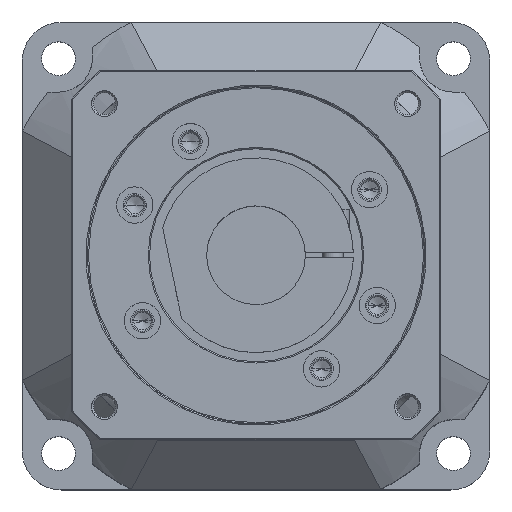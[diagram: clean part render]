
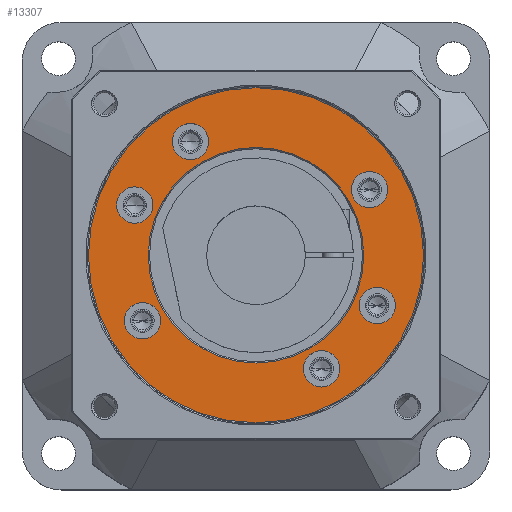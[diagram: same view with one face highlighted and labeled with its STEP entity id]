
A CAD part, top view. The second image highlights one B-rep face of the part: STEP entity #13307.
In plain terms, the highlighted planar face has unit normal (0, 0, 1).
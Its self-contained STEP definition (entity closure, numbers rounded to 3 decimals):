
#11595=CARTESIAN_POINT('',(0.,0.,18.5));
#11596=DIRECTION('',(0.,0.,1.));
#11597=DIRECTION('',(0.,-1.,0.));
#11598=AXIS2_PLACEMENT_3D('',#11595,#11596,#11597);
#11600=CARTESIAN_POINT('',(0.,0.,18.5));
#11601=DIRECTION('',(0.,0.,-1.));
#11602=DIRECTION('',(0.,-1.,0.));
#11603=AXIS2_PLACEMENT_3D('',#11600,#11601,#11602);
#11605=CARTESIAN_POINT('',(43.734,25.25,18.5));
#11606=DIRECTION('',(0.,0.,1.));
#11607=DIRECTION('',(-1.,0.,0.));
#11608=AXIS2_PLACEMENT_3D('',#11605,#11606,#11607);
#11610=CARTESIAN_POINT('',(43.734,25.25,18.5));
#11611=DIRECTION('',(0.,0.,1.));
#11612=DIRECTION('',(1.,0.,0.));
#11613=AXIS2_PLACEMENT_3D('',#11610,#11611,#11612);
#11615=CARTESIAN_POINT('',(-25.25,43.734,18.5));
#11616=DIRECTION('',(0.,0.,1.));
#11617=DIRECTION('',(-1.,0.,0.));
#11618=AXIS2_PLACEMENT_3D('',#11615,#11616,#11617);
#11620=CARTESIAN_POINT('',(-25.25,43.734,18.5));
#11621=DIRECTION('',(0.,0.,1.));
#11622=DIRECTION('',(1.,0.,0.));
#11623=AXIS2_PLACEMENT_3D('',#11620,#11621,#11622);
#11625=CARTESIAN_POINT('',(-43.734,-25.25,18.5));
#11626=DIRECTION('',(0.,0.,1.));
#11627=DIRECTION('',(-1.,0.,0.));
#11628=AXIS2_PLACEMENT_3D('',#11625,#11626,#11627);
#11630=CARTESIAN_POINT('',(-43.734,-25.25,18.5));
#11631=DIRECTION('',(0.,0.,1.));
#11632=DIRECTION('',(1.,0.,0.));
#11633=AXIS2_PLACEMENT_3D('',#11630,#11631,#11632);
#11635=CARTESIAN_POINT('',(25.25,-43.734,18.5));
#11636=DIRECTION('',(0.,0.,1.));
#11637=DIRECTION('',(-1.,0.,0.));
#11638=AXIS2_PLACEMENT_3D('',#11635,#11636,#11637);
#11640=CARTESIAN_POINT('',(25.25,-43.734,18.5));
#11641=DIRECTION('',(0.,0.,1.));
#11642=DIRECTION('',(1.,0.,0.));
#11643=AXIS2_PLACEMENT_3D('',#11640,#11641,#11642);
#11645=CARTESIAN_POINT('',(-19.326,-46.656,18.5));
#11646=DIRECTION('',(0.,0.,1.));
#11647=DIRECTION('',(-1.,0.,0.));
#11648=AXIS2_PLACEMENT_3D('',#11645,#11646,#11647);
#11650=CARTESIAN_POINT('',(-19.326,-46.656,18.5));
#11651=DIRECTION('',(0.,0.,1.));
#11652=DIRECTION('',(1.,0.,0.));
#11653=AXIS2_PLACEMENT_3D('',#11650,#11651,#11652);
#11655=CARTESIAN_POINT('',(19.326,46.656,18.5));
#11656=DIRECTION('',(0.,0.,1.));
#11657=DIRECTION('',(-1.,0.,0.));
#11658=AXIS2_PLACEMENT_3D('',#11655,#11656,#11657);
#11660=CARTESIAN_POINT('',(19.326,46.656,18.5));
#11661=DIRECTION('',(0.,0.,1.));
#11662=DIRECTION('',(1.,0.,0.));
#11663=AXIS2_PLACEMENT_3D('',#11660,#11661,#11662);
#12295=CARTESIAN_POINT('',(0.,0.,18.5));
#12296=DIRECTION('',(0.,0.,-1.));
#12297=DIRECTION('',(1.,0.,0.));
#12298=AXIS2_PLACEMENT_3D('',#12295,#12296,#12297);
#12313=CARTESIAN_POINT('',(0.,0.,18.5));
#12314=DIRECTION('',(0.,0.,-1.));
#12315=DIRECTION('',(-1.,0.,0.));
#12316=AXIS2_PLACEMENT_3D('',#12313,#12314,#12315);
#12764=CARTESIAN_POINT('',(36.734,25.25,18.5));
#12765=CARTESIAN_POINT('',(50.734,25.25,18.5));
#12766=VERTEX_POINT('',#12764);
#12767=VERTEX_POINT('',#12765);
#12768=CARTESIAN_POINT('',(-32.25,43.734,18.5));
#12769=CARTESIAN_POINT('',(-18.25,43.734,18.5));
#12770=VERTEX_POINT('',#12768);
#12771=VERTEX_POINT('',#12769);
#12772=CARTESIAN_POINT('',(-50.734,-25.25,18.5));
#12773=CARTESIAN_POINT('',(-36.734,-25.25,18.5));
#12774=VERTEX_POINT('',#12772);
#12775=VERTEX_POINT('',#12773);
#12776=CARTESIAN_POINT('',(18.25,-43.734,18.5));
#12777=CARTESIAN_POINT('',(32.25,-43.734,18.5));
#12778=VERTEX_POINT('',#12776);
#12779=VERTEX_POINT('',#12777);
#12796=CARTESIAN_POINT('',(0.,-64.5,18.5));
#12797=VERTEX_POINT('',#12796);
#12798=CARTESIAN_POINT('',(0.,64.5,18.5));
#12799=VERTEX_POINT('',#12798);
#12882=CARTESIAN_POINT('',(-26.326,-46.656,18.5));
#12883=CARTESIAN_POINT('',(-12.326,-46.656,18.5));
#12884=VERTEX_POINT('',#12882);
#12885=VERTEX_POINT('',#12883);
#12894=CARTESIAN_POINT('',(12.326,46.656,18.5));
#12895=CARTESIAN_POINT('',(26.326,46.656,18.5));
#12896=VERTEX_POINT('',#12894);
#12897=VERTEX_POINT('',#12895);
#12934=CARTESIAN_POINT('',(-41.5,0.,18.5));
#12935=CARTESIAN_POINT('',(41.5,0.,18.5));
#12936=VERTEX_POINT('',#12934);
#12937=VERTEX_POINT('',#12935);
#13255=CARTESIAN_POINT('',(0.,0.,18.5));
#13256=DIRECTION('',(0.,0.,-1.));
#13257=DIRECTION('',(0.,-1.,0.));
#13258=AXIS2_PLACEMENT_3D('',#13255,#13256,#13257);
#13259=PLANE('',#13258);
#13261=ORIENTED_EDGE('',*,*,#13260,.F.);
#13263=ORIENTED_EDGE('',*,*,#13262,.T.);
#13264=EDGE_LOOP('',(#13261,#13263));
#13265=FACE_OUTER_BOUND('',#13264,.F.);
#13267=ORIENTED_EDGE('',*,*,#13266,.F.);
#13269=ORIENTED_EDGE('',*,*,#13268,.F.);
#13270=EDGE_LOOP('',(#13267,#13269));
#13271=FACE_BOUND('',#13270,.F.);
#13273=ORIENTED_EDGE('',*,*,#13272,.T.);
#13275=ORIENTED_EDGE('',*,*,#13274,.T.);
#13276=EDGE_LOOP('',(#13273,#13275));
#13277=FACE_BOUND('',#13276,.F.);
#13279=ORIENTED_EDGE('',*,*,#13278,.T.);
#13281=ORIENTED_EDGE('',*,*,#13280,.T.);
#13282=EDGE_LOOP('',(#13279,#13281));
#13283=FACE_BOUND('',#13282,.F.);
#13285=ORIENTED_EDGE('',*,*,#13284,.T.);
#13287=ORIENTED_EDGE('',*,*,#13286,.T.);
#13288=EDGE_LOOP('',(#13285,#13287));
#13289=FACE_BOUND('',#13288,.F.);
#13290=ORIENTED_EDGE('',*,*,#13245,.T.);
#13292=ORIENTED_EDGE('',*,*,#13291,.T.);
#13293=EDGE_LOOP('',(#13290,#13292));
#13294=FACE_BOUND('',#13293,.F.);
#13296=ORIENTED_EDGE('',*,*,#13295,.T.);
#13298=ORIENTED_EDGE('',*,*,#13297,.T.);
#13299=EDGE_LOOP('',(#13296,#13298));
#13300=FACE_BOUND('',#13299,.F.);
#13302=ORIENTED_EDGE('',*,*,#13301,.T.);
#13304=ORIENTED_EDGE('',*,*,#13303,.T.);
#13305=EDGE_LOOP('',(#13302,#13304));
#13306=FACE_BOUND('',#13305,.F.);
#13307=ADVANCED_FACE('',(#13265,#13271,#13277,#13283,#13289,#13294,#13300,
#13306),#13259,.F.);
#11599=CIRCLE('',#11598,64.5);
#11604=CIRCLE('',#11603,64.5);
#11609=CIRCLE('',#11608,7.);
#11614=CIRCLE('',#11613,7.);
#11619=CIRCLE('',#11618,7.);
#11624=CIRCLE('',#11623,7.);
#11629=CIRCLE('',#11628,7.);
#11634=CIRCLE('',#11633,7.);
#11639=CIRCLE('',#11638,7.);
#11644=CIRCLE('',#11643,7.);
#11649=CIRCLE('',#11648,7.);
#11654=CIRCLE('',#11653,7.);
#11659=CIRCLE('',#11658,7.);
#11664=CIRCLE('',#11663,7.);
#12299=CIRCLE('',#12298,41.5);
#12317=CIRCLE('',#12316,41.5);
#13245=EDGE_CURVE('',#12778,#12779,#11639,.T.);
#13260=EDGE_CURVE('',#12797,#12799,#11599,.T.);
#13262=EDGE_CURVE('',#12797,#12799,#11604,.T.);
#13266=EDGE_CURVE('',#12937,#12936,#12299,.T.);
#13268=EDGE_CURVE('',#12936,#12937,#12317,.T.);
#13272=EDGE_CURVE('',#12766,#12767,#11609,.T.);
#13274=EDGE_CURVE('',#12767,#12766,#11614,.T.);
#13278=EDGE_CURVE('',#12770,#12771,#11619,.T.);
#13280=EDGE_CURVE('',#12771,#12770,#11624,.T.);
#13284=EDGE_CURVE('',#12774,#12775,#11629,.T.);
#13286=EDGE_CURVE('',#12775,#12774,#11634,.T.);
#13291=EDGE_CURVE('',#12779,#12778,#11644,.T.);
#13295=EDGE_CURVE('',#12884,#12885,#11649,.T.);
#13297=EDGE_CURVE('',#12885,#12884,#11654,.T.);
#13301=EDGE_CURVE('',#12896,#12897,#11659,.T.);
#13303=EDGE_CURVE('',#12897,#12896,#11664,.T.);
